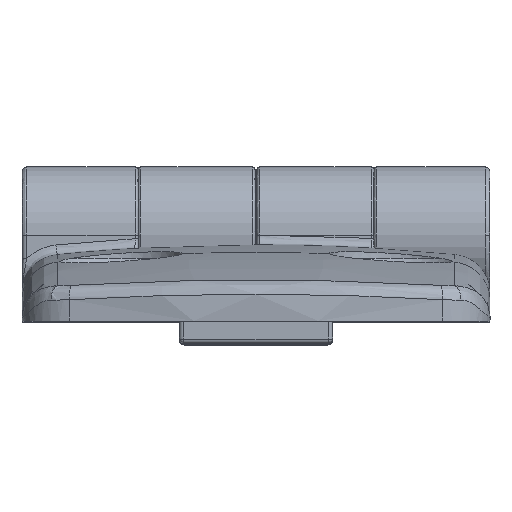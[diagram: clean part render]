
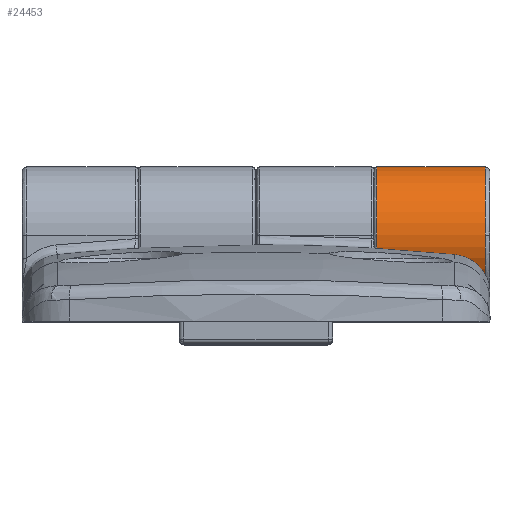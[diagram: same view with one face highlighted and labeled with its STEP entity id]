
A CAD part, top view. The second image highlights one B-rep face of the part: STEP entity #24453.
In plain terms, the highlighted cylindrical face has radius 7 mm (diameter 14 mm), a partial arc.
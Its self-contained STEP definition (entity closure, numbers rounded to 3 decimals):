
#142 = CARTESIAN_POINT ( 'NONE',  ( 24., 8.9, 0. ) ) ;
#480 = VECTOR ( 'NONE', #15975, 1000. ) ;
#895 = CARTESIAN_POINT ( 'NONE',  ( 12.4, 2.838, 3.5 ) ) ;
#2197 = ORIENTED_EDGE ( 'NONE', *, *, #14634, .T. ) ;
#2690 = ORIENTED_EDGE ( 'NONE', *, *, #14348, .F. ) ;
#5875 = LINE ( 'NONE', #17797, #15882 ) ;
#5903 = CIRCLE ( 'NONE', #22303, 7. ) ;
#6010 = VERTEX_POINT ( 'NONE', #15993 ) ;
#6359 = AXIS2_PLACEMENT_3D ( 'NONE', #18699, #6858, #20598 ) ;
#6858 = DIRECTION ( 'NONE',  ( -1., 0., 0. ) ) ;
#7235 = DIRECTION ( 'NONE',  ( -1., 0., 0. ) ) ;
#7291 = CYLINDRICAL_SURFACE ( 'NONE', #24668, 7. ) ;
#7738 = VERTEX_POINT ( 'NONE', #10844 ) ;
#8614 = DIRECTION ( 'NONE',  ( -1., 0., 0. ) ) ;
#8862 = ORIENTED_EDGE ( 'NONE', *, *, #22042, .T. ) ;
#10844 = CARTESIAN_POINT ( 'NONE',  ( 23.5, 8.9, -7. ) ) ;
#11569 = LINE ( 'NONE', #17920, #480 ) ;
#11856 = EDGE_LOOP ( 'NONE', ( #2690, #2197, #21167, #24807, #8862 ) ) ;
#12393 = EDGE_CURVE ( 'NONE', #6010, #17410, #13762, .T. ) ;
#13130 = CARTESIAN_POINT ( 'NONE',  ( 23.5, 8.9, 7. ) ) ;
#13762 = CIRCLE ( 'NONE', #6359, 7. ) ;
#14348 = EDGE_CURVE ( 'NONE', #21277, #19886, #5903, .T. ) ;
#14634 = EDGE_CURVE ( 'NONE', #21277, #6010, #5875, .T. ) ;
#15882 = VECTOR ( 'NONE', #18031, 1000. ) ;
#15975 = DIRECTION ( 'NONE',  ( -1., 0., 0. ) ) ;
#15993 = CARTESIAN_POINT ( 'NONE',  ( 23.5, 2.838, 3.5 ) ) ;
#17410 = VERTEX_POINT ( 'NONE', #13130 ) ;
#17797 = CARTESIAN_POINT ( 'NONE',  ( 24., 2.838, 3.5 ) ) ;
#17920 = CARTESIAN_POINT ( 'NONE',  ( 24., 8.9, -7. ) ) ;
#18031 = DIRECTION ( 'NONE',  ( 1., 0., 0. ) ) ;
#18699 = CARTESIAN_POINT ( 'NONE',  ( 23.5, 8.9, 0. ) ) ;
#19055 = CARTESIAN_POINT ( 'NONE',  ( 12.4, 8.9, 0. ) ) ;
#19174 = AXIS2_PLACEMENT_3D ( 'NONE', #20340, #8614, #22202 ) ;
#19260 = CARTESIAN_POINT ( 'NONE',  ( 12.4, 8.9, -7. ) ) ;
#19589 = FACE_OUTER_BOUND ( 'NONE', #11856, .T. ) ;
#19842 = DIRECTION ( 'NONE',  ( 0., -1., 0. ) ) ;
#19886 = VERTEX_POINT ( 'NONE', #19260 ) ;
#20340 = CARTESIAN_POINT ( 'NONE',  ( 23.5, 8.9, 0. ) ) ;
#20598 = DIRECTION ( 'NONE',  ( 0., -1., 0. ) ) ;
#20929 = DIRECTION ( 'NONE',  ( 0., 0., -1. ) ) ;
#21167 = ORIENTED_EDGE ( 'NONE', *, *, #12393, .T. ) ;
#21277 = VERTEX_POINT ( 'NONE', #895 ) ;
#21639 = DIRECTION ( 'NONE',  ( -1., 0., 0. ) ) ;
#22042 = EDGE_CURVE ( 'NONE', #7738, #19886, #11569, .T. ) ;
#22202 = DIRECTION ( 'NONE',  ( 0., -1., 0. ) ) ;
#22303 = AXIS2_PLACEMENT_3D ( 'NONE', #19055, #7235, #20929 ) ;
#22520 = CIRCLE ( 'NONE', #19174, 7. ) ;
#24453 = ADVANCED_FACE ( 'NONE', ( #19589 ), #7291, .T. ) ;
#24656 = EDGE_CURVE ( 'NONE', #17410, #7738, #22520, .T. ) ;
#24668 = AXIS2_PLACEMENT_3D ( 'NONE', #142, #21639, #19842 ) ;
#24807 = ORIENTED_EDGE ( 'NONE', *, *, #24656, .T. ) ;
